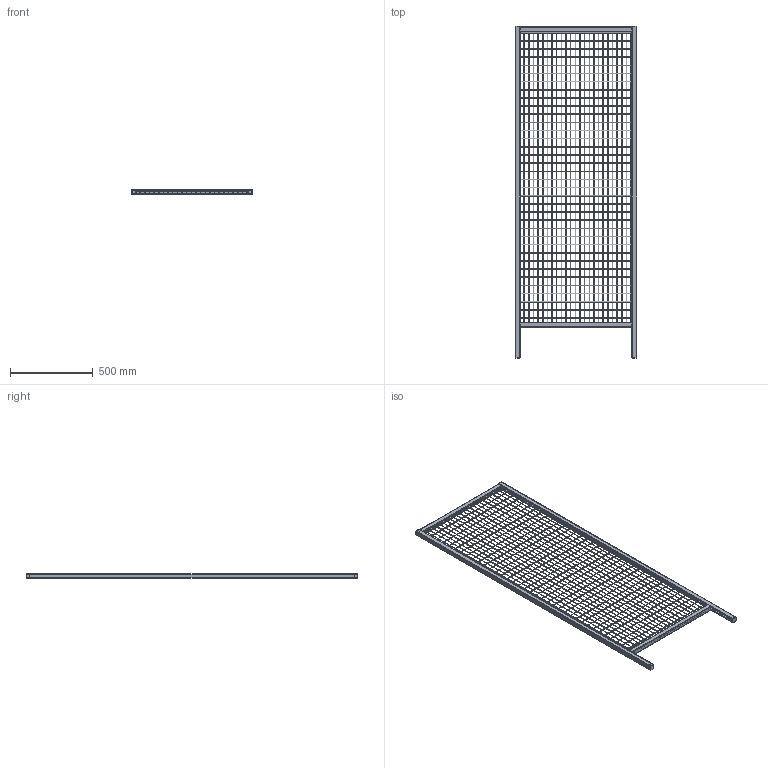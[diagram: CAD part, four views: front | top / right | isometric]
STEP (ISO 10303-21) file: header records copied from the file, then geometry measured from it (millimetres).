
FILE_DESCRIPTION (( 'STEP AP214' ), '1' );
FILE_NAME ('0010832.step', '2022-08-08T10:27:13', ( '' ), ( '' ), 'SwSTEP 2.0', 'SolidWorks 2020', '' );
FILE_SCHEMA (( 'AUTOMOTIVE_DESIGN' ));
Length unit declared in the file: millimetre
Products named in the file (1): 0010832
Bounding box: 730 x 2000 x 30 mm (x, y, z)
Volume: 1663677.9 mm3; surface area: 1808962 mm2
Topology: 71 solids, 71 shells, 516 faces, 1034 edges, 668 vertices
Faces by surface type: plane 246, cylinder 238, bspline 16, torus 16
Entity records: 20014 total; most frequent: DIRECTION 2512, CARTESIAN_POINT 2507, ORIENTED_EDGE 2068, EDGE_CURVE 1034, AXIS2_PLACEMENT_3D 993, VERTEX_POINT 668, UNCERTAINTY_MEASURE_WITH_UNIT 589, COLOUR_RGB 588
